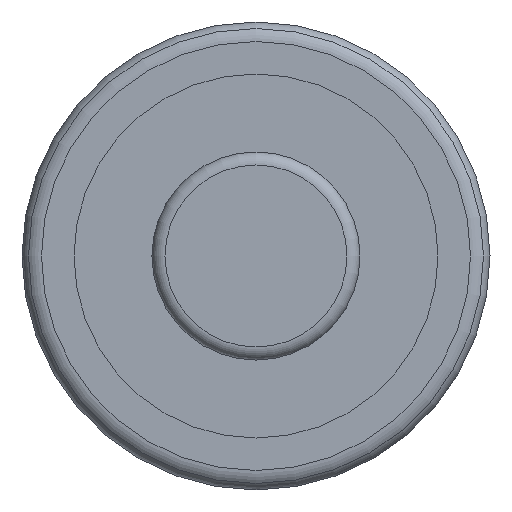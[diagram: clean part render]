
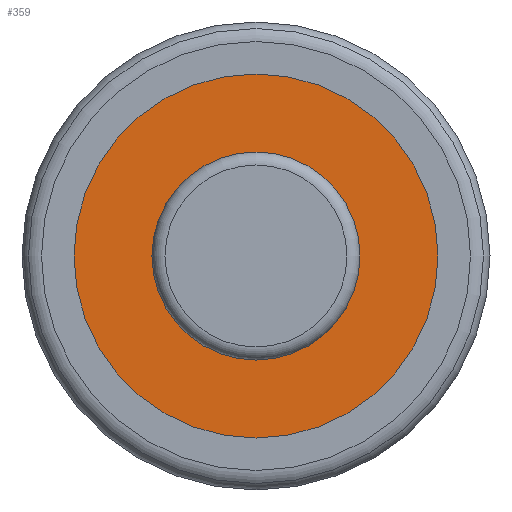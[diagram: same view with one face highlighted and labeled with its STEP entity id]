
A CAD part, left-side view. The second image highlights one B-rep face of the part: STEP entity #359.
In plain terms, the highlighted planar face has unit normal (-1, 0, 0).
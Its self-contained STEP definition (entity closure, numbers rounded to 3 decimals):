
#18=FACE_BOUND('',#107,.T.);
#34=PLANE('',#421);
#80=FACE_OUTER_BOUND('',#106,.T.);
#106=EDGE_LOOP('',(#287));
#107=EDGE_LOOP('',(#288));
#137=CIRCLE('',#416,8.75);
#139=CIRCLE('',#420,4.);
#173=VERTEX_POINT('',#643);
#175=VERTEX_POINT('',#650);
#212=EDGE_CURVE('',#173,#173,#137,.T.);
#214=EDGE_CURVE('',#175,#175,#139,.T.);
#287=ORIENTED_EDGE('',*,*,#212,.F.);
#288=ORIENTED_EDGE('',*,*,#214,.T.);
#359=ADVANCED_FACE('',(#80,#18),#34,.T.);
#416=AXIS2_PLACEMENT_3D('',#645,#516,#517);
#420=AXIS2_PLACEMENT_3D('',#651,#524,#525);
#421=AXIS2_PLACEMENT_3D('',#653,#527,#528);
#516=DIRECTION('center_axis',(1.,0.,0.));
#517=DIRECTION('ref_axis',(0.,0.,-1.));
#524=DIRECTION('center_axis',(1.,0.,0.));
#525=DIRECTION('ref_axis',(0.,0.,-1.));
#527=DIRECTION('center_axis',(-1.,0.,0.));
#528=DIRECTION('ref_axis',(0.,0.,1.));
#643=CARTESIAN_POINT('',(0.75,-8.75,0.));
#645=CARTESIAN_POINT('Origin',(0.75,0.,0.));
#650=CARTESIAN_POINT('',(0.75,-4.,0.));
#651=CARTESIAN_POINT('Origin',(0.75,0.,
0.));
#653=CARTESIAN_POINT('Origin',(0.75,8.75,0.));
